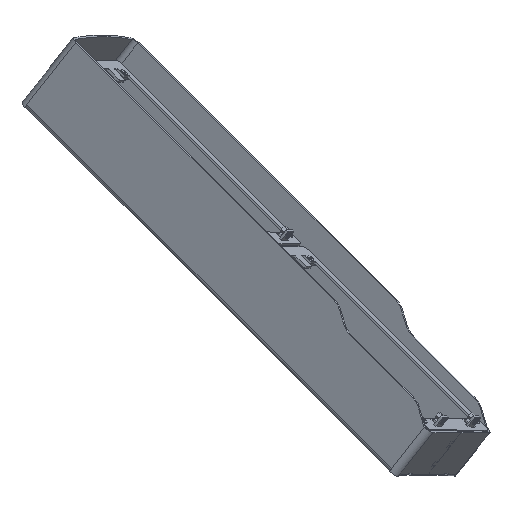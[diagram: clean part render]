
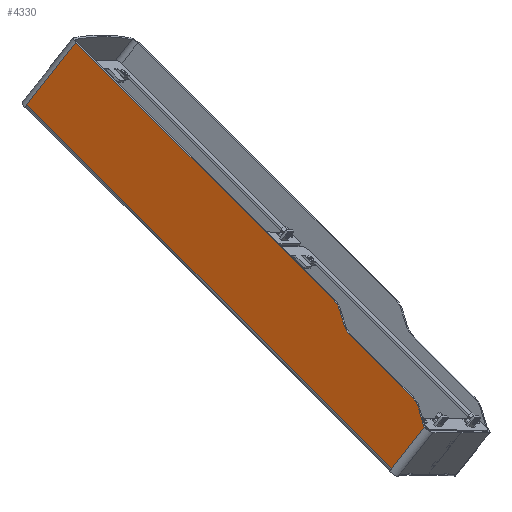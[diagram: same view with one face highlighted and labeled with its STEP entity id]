
A CAD part, isometric view. The second image highlights one B-rep face of the part: STEP entity #4330.
In plain terms, the highlighted face is planar.
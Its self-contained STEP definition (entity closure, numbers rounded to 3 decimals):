
#3439=CARTESIAN_POINT('Vertex',(-53.,-319.,2.5)) ;
#3442=CARTESIAN_POINT('Line Origine',(-53.,-108.,2.5)) ;
#3446=CARTESIAN_POINT('Vertex',(-53.,103.,2.5)) ;
#4223=CARTESIAN_POINT('Vertex',(-53.,-319.,45.1)) ;
#4226=CARTESIAN_POINT('Line Origine',(-53.,-319.,33.3)) ;
#4259=CARTESIAN_POINT('Axis2P3D Location',(-53.,103.,0.)) ;
#4264=CARTESIAN_POINT('Line Origine',(-53.,-259.907,55.6)) ;
#4268=CARTESIAN_POINT('Vertex',(-53.,-295.454,55.6)) ;
#4270=CARTESIAN_POINT('Vertex',(-53.,-224.359,55.6)) ;
#4273=CARTESIAN_POINT('Axis2P3D Location',(-53.,-224.359,75.6)) ;
#4277=CARTESIAN_POINT('Vertex',(-53.,-214.359,58.279)) ;
#4280=CARTESIAN_POINT('Line Origine',(-53.,-209.474,61.1)) ;
#4284=CARTESIAN_POINT('Vertex',(-53.,-204.588,63.921)) ;
#4287=CARTESIAN_POINT('Axis2P3D Location',(-53.,-194.588,46.6)) ;
#4291=CARTESIAN_POINT('Vertex',(-53.,-194.588,66.6)) ;
#4294=CARTESIAN_POINT('Line Origine',(-53.,-45.794,66.6)) ;
#4298=CARTESIAN_POINT('Vertex',(-53.,103.,66.6)) ;
#4301=CARTESIAN_POINT('Line Origine',(-53.,103.,34.55)) ;
#4306=CARTESIAN_POINT('Line Origine',(-53.,-312.227,49.01)) ;
#4310=CARTESIAN_POINT('Vertex',(-53.,-305.454,52.921)) ;
#4313=CARTESIAN_POINT('Axis2P3D Location',(-53.,-295.454,35.6)) ;
#3443=DIRECTION('Vector Direction',(0.,1.,0.)) ;
#4227=DIRECTION('Vector Direction',(0.,0.,-1.)) ;
#4260=DIRECTION('Axis2P3D Direction',(-1.,0.,0.)) ;
#4261=DIRECTION('Axis2P3D XDirection',(0.,-1.,0.)) ;
#4265=DIRECTION('Vector Direction',(0.,1.,0.)) ;
#4274=DIRECTION('Axis2P3D Direction',(-1.,0.,0.)) ;
#4281=DIRECTION('Vector Direction',(0.,0.866,0.5)) ;
#4288=DIRECTION('Axis2P3D Direction',(-1.,0.,0.)) ;
#4295=DIRECTION('Vector Direction',(0.,-1.,0.)) ;
#4302=DIRECTION('Vector Direction',(0.,0.,1.)) ;
#4307=DIRECTION('Vector Direction',(0.,0.866,0.5)) ;
#4314=DIRECTION('Axis2P3D Direction',(-1.,0.,0.)) ;
#4262=AXIS2_PLACEMENT_3D('Plane Axis2P3D',#4259,#4260,#4261) ;
#4275=AXIS2_PLACEMENT_3D('Circle Axis2P3D',#4273,#4274,$) ;
#4289=AXIS2_PLACEMENT_3D('Circle Axis2P3D',#4287,#4288,$) ;
#4315=AXIS2_PLACEMENT_3D('Circle Axis2P3D',#4313,#4314,$) ;
#4319=ORIENTED_EDGE('',*,*,#4272,.T.) ;
#4320=ORIENTED_EDGE('',*,*,#4279,.F.) ;
#4321=ORIENTED_EDGE('',*,*,#4286,.T.) ;
#4322=ORIENTED_EDGE('',*,*,#4293,.T.) ;
#4323=ORIENTED_EDGE('',*,*,#4300,.T.) ;
#4324=ORIENTED_EDGE('',*,*,#4305,.F.) ;
#4325=ORIENTED_EDGE('',*,*,#3448,.F.) ;
#4326=ORIENTED_EDGE('',*,*,#4230,.T.) ;
#4327=ORIENTED_EDGE('',*,*,#4312,.T.) ;
#4328=ORIENTED_EDGE('',*,*,#4317,.T.) ;
#3444=VECTOR('Line Direction',#3443,1.) ;
#4228=VECTOR('Line Direction',#4227,1.) ;
#4266=VECTOR('Line Direction',#4265,1.) ;
#4282=VECTOR('Line Direction',#4281,1.) ;
#4296=VECTOR('Line Direction',#4295,1.) ;
#4303=VECTOR('Line Direction',#4302,1.) ;
#4308=VECTOR('Line Direction',#4307,1.) ;
#4330=ADVANCED_FACE('CORPO',(#4329),#4263,.T.) ;
#4276=CIRCLE('generated circle',#4275,20.) ;
#4290=CIRCLE('generated circle',#4289,20.) ;
#4316=CIRCLE('generated circle',#4315,20.) ;
#3448=EDGE_CURVE('',#3440,#3447,#3445,.T.) ;
#4230=EDGE_CURVE('',#3440,#4224,#4229,.F.) ;
#4272=EDGE_CURVE('',#4269,#4271,#4267,.T.) ;
#4279=EDGE_CURVE('',#4278,#4271,#4276,.T.) ;
#4286=EDGE_CURVE('',#4278,#4285,#4283,.T.) ;
#4293=EDGE_CURVE('',#4285,#4292,#4290,.T.) ;
#4300=EDGE_CURVE('',#4292,#4299,#4297,.F.) ;
#4305=EDGE_CURVE('',#3447,#4299,#4304,.T.) ;
#4312=EDGE_CURVE('',#4224,#4311,#4309,.T.) ;
#4317=EDGE_CURVE('',#4311,#4269,#4316,.T.) ;
#4318=EDGE_LOOP('',(#4319,#4320,#4321,#4322,#4323,#4324,#4325,#4326,#4327,#4328)) ;
#4329=FACE_OUTER_BOUND('',#4318,.T.) ;
#3445=LINE('Line',#3442,#3444) ;
#4229=LINE('Line',#4226,#4228) ;
#4267=LINE('Line',#4264,#4266) ;
#4283=LINE('Line',#4280,#4282) ;
#4297=LINE('Line',#4294,#4296) ;
#4304=LINE('Line',#4301,#4303) ;
#4309=LINE('Line',#4306,#4308) ;
#4263=PLANE('',#4262) ;
#3440=VERTEX_POINT('',#3439) ;
#3447=VERTEX_POINT('',#3446) ;
#4224=VERTEX_POINT('',#4223) ;
#4269=VERTEX_POINT('',#4268) ;
#4271=VERTEX_POINT('',#4270) ;
#4278=VERTEX_POINT('',#4277) ;
#4285=VERTEX_POINT('',#4284) ;
#4292=VERTEX_POINT('',#4291) ;
#4299=VERTEX_POINT('',#4298) ;
#4311=VERTEX_POINT('',#4310) ;
